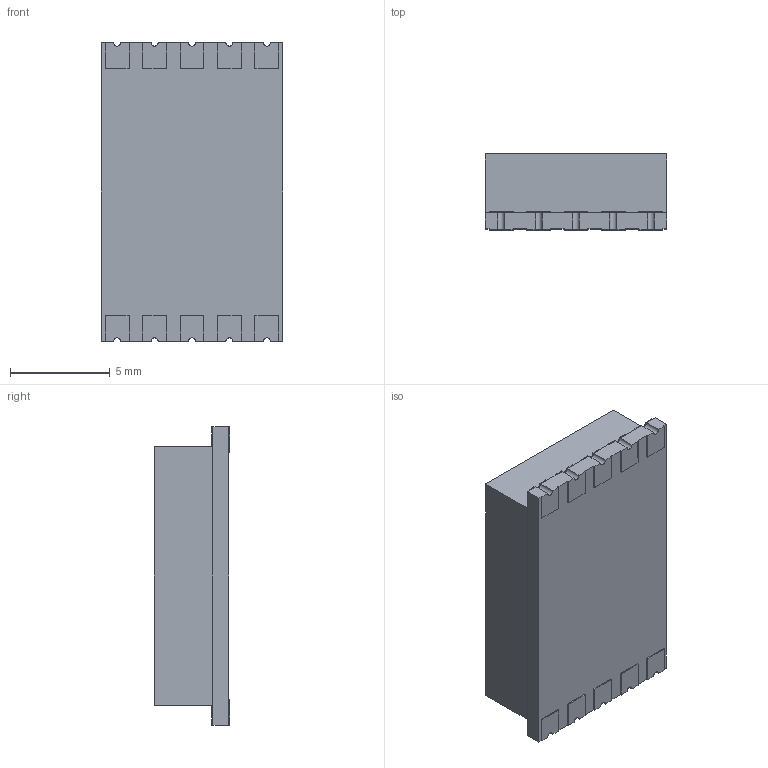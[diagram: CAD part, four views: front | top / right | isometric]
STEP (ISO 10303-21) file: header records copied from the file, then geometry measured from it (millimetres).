
FILE_DESCRIPTION (( 'STEP AP214' ), '1' );
FILE_NAME ('ACSX04-41.STEP', '2008-08-29T22:56:58', ( '' ), ( '' ), 'SwSTEP 2.0', 'SolidWorks 2008', '' );
FILE_SCHEMA (( 'AUTOMOTIVE_DESIGN' ));
Length unit declared in the file: millimetre
Products named in the file (1): ACSX04-41
Bounding box: 9.1 x 3.8 x 15 mm (x, y, z)
Volume: 457.8 mm3; surface area: 710.8 mm2
Topology: 12 solids, 12 shells, 214 faces, 546 edges, 364 vertices
Faces by surface type: plane 182, cylinder 32
Entity records: 8870 total; most frequent: CARTESIAN_POINT 1125, ORIENTED_EDGE 1092, DIRECTION 1040, EDGE_CURVE 546, VECTOR 482, LINE 482, VERTEX_POINT 364, AXIS2_PLACEMENT_3D 279
